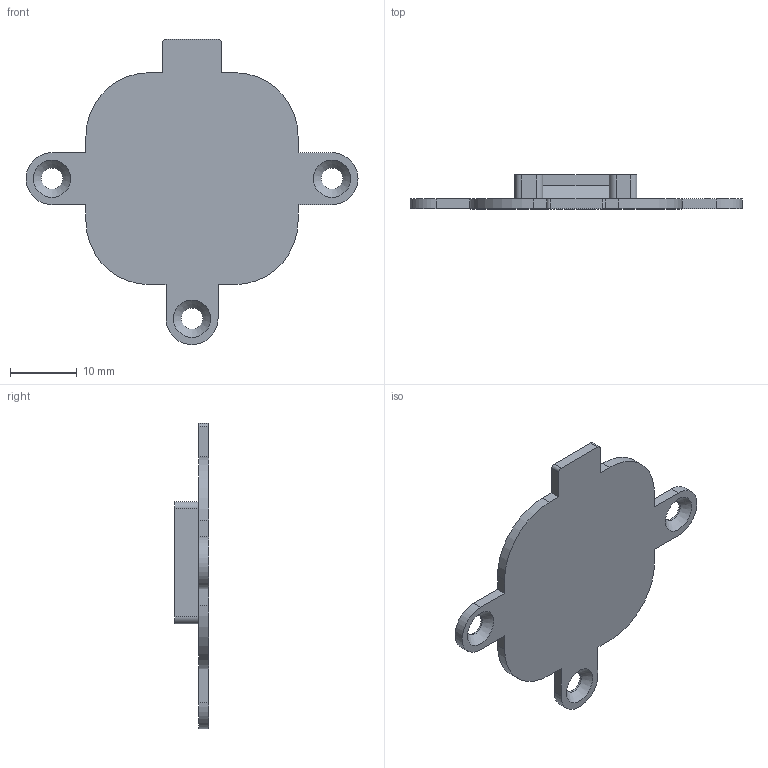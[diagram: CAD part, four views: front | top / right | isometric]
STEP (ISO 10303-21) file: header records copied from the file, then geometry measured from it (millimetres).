
FILE_DESCRIPTION(/* description */ (''),/* implementation_level */ '2;1');
FILE_NAME(/* name */ 'LED_INDICATOR_MOUNT_V01.step',/* time_stamp */ '2023-01-19T22:28:34+01:00',/* author */ (''),/* organization */ (''),/* preprocessor_version */ 'ST-DEVELOPER v19.2',/* originating_system */ 'Autodesk Translation Framework v11.17.0.187',/* authorisation */ '');
FILE_SCHEMA (('AUTOMOTIVE_DESIGN { 1 0 10303 214 3 1 1 }'));
Length unit declared in the file: millimetre
Products named in the file (1): LED_INDICATOR_MOUNT_V01_PR
Bounding box: 49.8 x 5.1 x 45.8 mm (x, y, z)
Volume: 2188.2 mm3; surface area: 2940.1 mm2
Topology: 1 solids, 1 shells, 55 faces, 153 edges, 101 vertices
Faces by surface type: plane 34, cylinder 18, cone 3
Full cylindrical faces by diameter (mm): 3.2 x3
Entity records: 1814 total; most frequent: CARTESIAN_POINT 310, ORIENTED_EDGE 306, DIRECTION 304, EDGE_CURVE 153, LINE 114, VECTOR 114, VERTEX_POINT 101, AXIS2_PLACEMENT_3D 95
